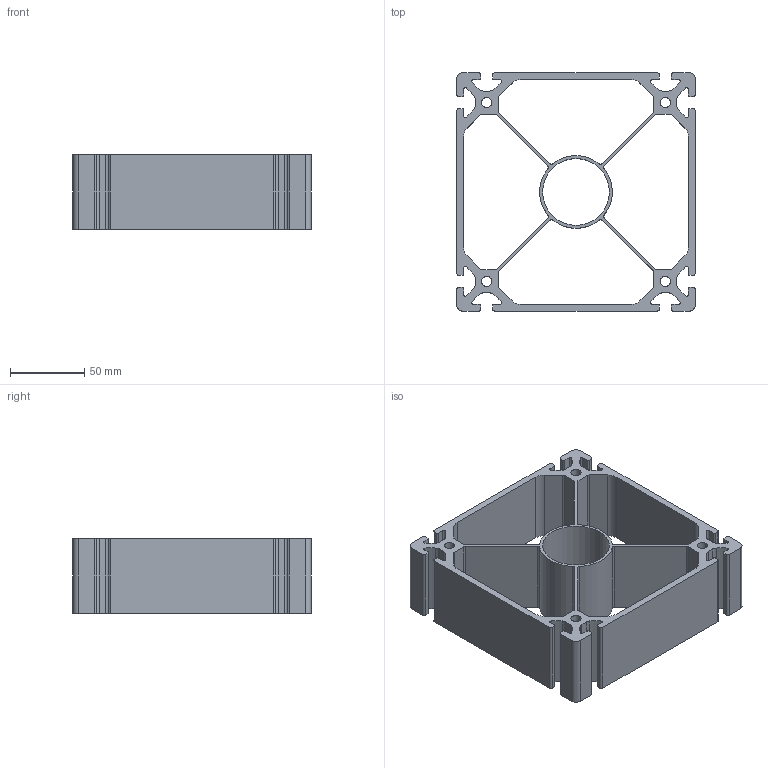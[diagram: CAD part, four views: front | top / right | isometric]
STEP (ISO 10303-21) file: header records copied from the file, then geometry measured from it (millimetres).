
FILE_DESCRIPTION (( 'STEP AP214' ), '1' );
FILE_NAME ('BASE08E0213-Profilé 8 160x160 8EN.step', '2023-03-24T09:43:56', ( 'Altae' ), ( '' ), 'SwSTEP 2.0', 'SolidWorks 2021', '' );
FILE_SCHEMA (( 'AUTOMOTIVE_DESIGN' ));
Length unit declared in the file: millimetre
Products named in the file (1): BASE08E0213-Profilé 8 160x160 8EN
Bounding box: 160 x 160 x 50 mm (x, y, z)
Volume: 240462.5 mm3; surface area: 121674.8 mm2
Topology: 1 solids, 1 shells, 219 faces, 651 edges, 434 vertices
Faces by surface type: cylinder 137, plane 82
Entity records: 7529 total; most frequent: DIRECTION 1365, CARTESIAN_POINT 1305, ORIENTED_EDGE 1302, EDGE_CURVE 651, AXIS2_PLACEMENT_3D 494, VERTEX_POINT 434, VECTOR 377, LINE 377
